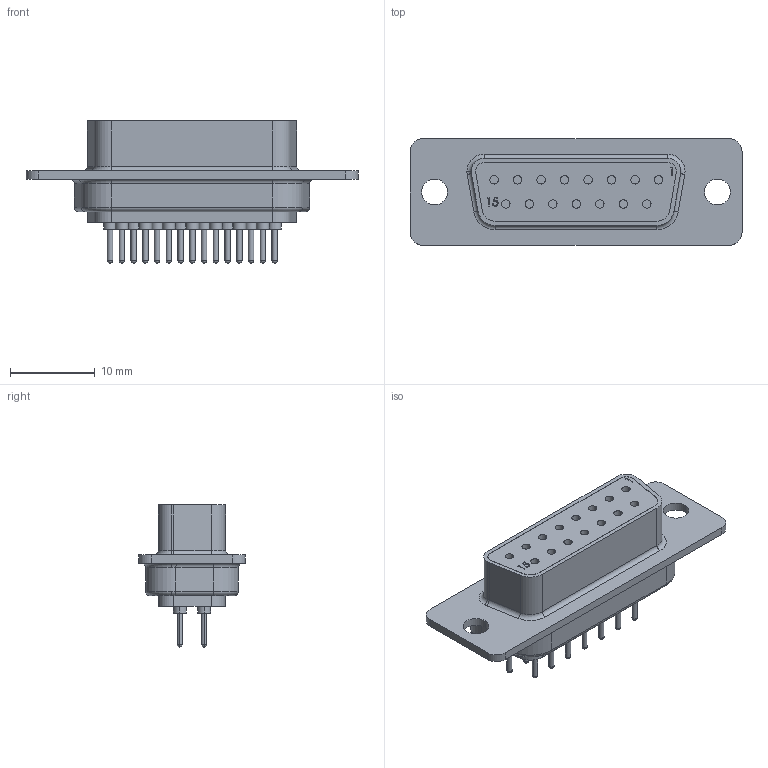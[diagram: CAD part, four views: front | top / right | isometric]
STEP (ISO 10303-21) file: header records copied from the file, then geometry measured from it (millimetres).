
FILE_DESCRIPTION (( 'STEP AP214' ), '1' );
FILE_NAME ('SD15S-PC_3D.STEP', '2020-08-06T14:37:43', ( '' ), ( '' ), 'SwSTEP 2.0', 'SolidWorks 2018', '' );
FILE_SCHEMA (( 'AUTOMOTIVE_DESIGN' ));
Length unit declared in the file: inch
Products named in the file (1): SD15S-PC_3D
Bounding box: 39.12 x 12.55 x 16.76 mm (x, y, z)
Volume: 2859.4 mm3; surface area: 2223.2 mm2
Topology: 1 solids, 1 shells, 269 faces, 657 edges, 412 vertices
Faces by surface type: cylinder 134, plane 77, sphere 30, torus 20, bspline 8
Entity records: 10514 total; most frequent: CARTESIAN_POINT 1769, DIRECTION 1430, ORIENTED_EDGE 1194, EDGE_CURVE 597, AXIS2_PLACEMENT_3D 587, VERTEX_POINT 382, CIRCLE 325, EDGE_LOOP 325
